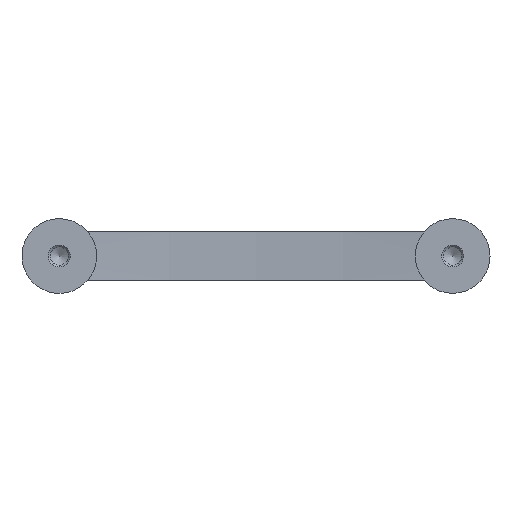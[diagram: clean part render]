
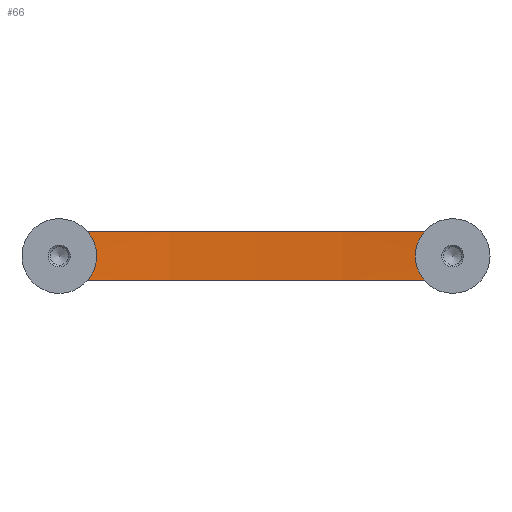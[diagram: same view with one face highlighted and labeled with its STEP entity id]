
A CAD part, front view. The second image highlights one B-rep face of the part: STEP entity #66.
In plain terms, the highlighted cylindrical face has radius 774.405 mm (diameter 1548.81 mm), a partial arc.
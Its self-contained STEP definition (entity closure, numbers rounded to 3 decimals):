
#66 = ADVANCED_FACE( '', ( #137 ), #138, .F. );
#137 = FACE_OUTER_BOUND( '', #202, .T. );
#138 = CYLINDRICAL_SURFACE( '', #203, 774.405 );
#202 = EDGE_LOOP( '', ( #305, #306, #307, #308 ) );
#203 = AXIS2_PLACEMENT_3D( '', #309, #310, #311 );
#305 = ORIENTED_EDGE( '', *, *, #367, .F. );
#306 = ORIENTED_EDGE( '', *, *, #350, .T. );
#307 = ORIENTED_EDGE( '', *, *, #358, .T. );
#308 = ORIENTED_EDGE( '', *, *, #337, .F. );
#309 = CARTESIAN_POINT( '', ( 106.5, -731.505, 11. ) );
#310 = DIRECTION( '', ( 0., 0., 1. ) );
#311 = DIRECTION( '', ( -1., 0., 0. ) );
#337 = EDGE_CURVE( '', #385, #387, #388, .T. );
#350 = EDGE_CURVE( '', #410, #408, #411, .T. );
#358 = EDGE_CURVE( '', #408, #387, #422, .T. );
#367 = EDGE_CURVE( '', #410, #385, #430, .T. );
#385 = VERTEX_POINT( '', #486 );
#387 = VERTEX_POINT( '', #491 );
#388 = B_SPLINE_CURVE_WITH_KNOTS( '', 3, ( #492, #493, #494, #495, #496, #497, #498, #499, #500, #501, #502, #503, #504, #505, #506, #507, #508, #509, #510, #511, #512, #513, #514, #515, #516, #517 ), .UNSPECIFIED., .F., .F., ( 4, 2, 2, 2, 2, 2, 2, 2, 2, 2, 2, 2, 4 ), ( 0., 0.003, 0.005, 0.006, 0.009, 0.011, 0.012, 0.014, 0.015, 0.018, 0.02, 0.022, 0.025 ), .UNSPECIFIED. );
#408 = VERTEX_POINT( '', #617 );
#410 = VERTEX_POINT( '', #622 );
#411 = B_SPLINE_CURVE_WITH_KNOTS( '', 3, ( #623, #624, #625, #626, #627, #628, #629, #630, #631, #632, #633, #634, #635, #636, #637, #638, #639, #640, #641, #642, #643, #644, #645, #646, #647, #648 ), .UNSPECIFIED., .F., .F., ( 4, 2, 2, 2, 2, 2, 2, 2, 2, 2, 2, 2, 4 ), ( 0., 0.003, 0.005, 0.006, 0.009, 0.011, 0.012, 0.014, 0.015, 0.018, 0.02, 0.022, 0.025 ), .UNSPECIFIED. );
#422 = CIRCLE( '', #700, 774.405 );
#430 = CIRCLE( '', #709, 774.405 );
#486 = CARTESIAN_POINT( '', ( 27.147, 38.824, -11. ) );
#491 = CARTESIAN_POINT( '', ( 27.147, 38.824, 11. ) );
#492 = CARTESIAN_POINT( '', ( 27.147, 38.824, -11. ) );
#493 = CARTESIAN_POINT( '', ( 27.906, 38.902, -10.294 ) );
#494 = CARTESIAN_POINT( '', ( 28.58, 38.97, -9.523 ) );
#495 = CARTESIAN_POINT( '', ( 29.468, 39.059, -8.271 ) );
#496 = CARTESIAN_POINT( '', ( 29.743, 39.087, -7.838 ) );
#497 = CARTESIAN_POINT( '', ( 30.251, 39.137, -6.938 ) );
#498 = CARTESIAN_POINT( '', ( 30.483, 39.16, -6.473 ) );
#499 = CARTESIAN_POINT( '', ( 31.1, 39.221, -5.059 ) );
#500 = CARTESIAN_POINT( '', ( 31.411, 39.251, -4.084 ) );
#501 = CARTESIAN_POINT( '', ( 31.728, 39.282, -2.571 ) );
#502 = CARTESIAN_POINT( '', ( 31.808, 39.29, -2.055 ) );
#503 = CARTESIAN_POINT( '', ( 31.914, 39.3, -1.029 ) );
#504 = CARTESIAN_POINT( '', ( 31.94, 39.302, -0.516 ) );
#505 = CARTESIAN_POINT( '', ( 31.94, 39.302, 0.509 ) );
#506 = CARTESIAN_POINT( '', ( 31.914, 39.3, 1.021 ) );
#507 = CARTESIAN_POINT( '', ( 31.809, 39.29, 2.043 ) );
#508 = CARTESIAN_POINT( '', ( 31.73, 39.282, 2.556 ) );
#509 = CARTESIAN_POINT( '', ( 31.413, 39.251, 4.077 ) );
#510 = CARTESIAN_POINT( '', ( 31.101, 39.221, 5.054 ) );
#511 = CARTESIAN_POINT( '', ( 30.488, 39.16, 6.464 ) );
#512 = CARTESIAN_POINT( '', ( 30.258, 39.138, 6.925 ) );
#513 = CARTESIAN_POINT( '', ( 29.749, 39.087, 7.827 ) );
#514 = CARTESIAN_POINT( '', ( 29.472, 39.06, 8.264 ) );
#515 = CARTESIAN_POINT( '', ( 28.581, 38.97, 9.522 ) );
#516 = CARTESIAN_POINT( '', ( 27.906, 38.902, 10.294 ) );
#517 = CARTESIAN_POINT( '', ( 27.147, 38.824, 11. ) );
#617 = CARTESIAN_POINT( '', ( 185.853, 38.824, 11. ) );
#622 = CARTESIAN_POINT( '', ( 185.853, 38.824, -11. ) );
#623 = CARTESIAN_POINT( '', ( 185.853, 38.824, -11. ) );
#624 = CARTESIAN_POINT( '', ( 185.094, 38.902, -10.294 ) );
#625 = CARTESIAN_POINT( '', ( 184.42, 38.97, -9.523 ) );
#626 = CARTESIAN_POINT( '', ( 183.532, 39.059, -8.271 ) );
#627 = CARTESIAN_POINT( '', ( 183.257, 39.087, -7.838 ) );
#628 = CARTESIAN_POINT( '', ( 182.749, 39.137, -6.938 ) );
#629 = CARTESIAN_POINT( '', ( 182.517, 39.16, -6.473 ) );
#630 = CARTESIAN_POINT( '', ( 181.9, 39.221, -5.059 ) );
#631 = CARTESIAN_POINT( '', ( 181.589, 39.251, -4.084 ) );
#632 = CARTESIAN_POINT( '', ( 181.272, 39.282, -2.571 ) );
#633 = CARTESIAN_POINT( '', ( 181.192, 39.29, -2.055 ) );
#634 = CARTESIAN_POINT( '', ( 181.086, 39.3, -1.029 ) );
#635 = CARTESIAN_POINT( '', ( 181.06, 39.302, -0.516 ) );
#636 = CARTESIAN_POINT( '', ( 181.06, 39.302, 0.509 ) );
#637 = CARTESIAN_POINT( '', ( 181.086, 39.3, 1.021 ) );
#638 = CARTESIAN_POINT( '', ( 181.191, 39.29, 2.043 ) );
#639 = CARTESIAN_POINT( '', ( 181.27, 39.282, 2.556 ) );
#640 = CARTESIAN_POINT( '', ( 181.587, 39.251, 4.077 ) );
#641 = CARTESIAN_POINT( '', ( 181.899, 39.221, 5.054 ) );
#642 = CARTESIAN_POINT( '', ( 182.512, 39.16, 6.464 ) );
#643 = CARTESIAN_POINT( '', ( 182.742, 39.138, 6.925 ) );
#644 = CARTESIAN_POINT( '', ( 183.251, 39.087, 7.827 ) );
#645 = CARTESIAN_POINT( '', ( 183.528, 39.06, 8.264 ) );
#646 = CARTESIAN_POINT( '', ( 184.419, 38.97, 9.522 ) );
#647 = CARTESIAN_POINT( '', ( 185.094, 38.902, 10.294 ) );
#648 = CARTESIAN_POINT( '', ( 185.853, 38.824, 11. ) );
#700 = AXIS2_PLACEMENT_3D( '', #749, #750, #751 );
#709 = AXIS2_PLACEMENT_3D( '', #756, #757, #758 );
#749 = CARTESIAN_POINT( '', ( 106.5, -731.505, 11. ) );
#750 = DIRECTION( '', ( 0., 0., 1. ) );
#751 = DIRECTION( '', ( 1., 0., 0. ) );
#756 = CARTESIAN_POINT( '', ( 106.5, -731.505, -11. ) );
#757 = DIRECTION( '', ( 0., 0., 1. ) );
#758 = DIRECTION( '', ( 1., 0., 0. ) );
